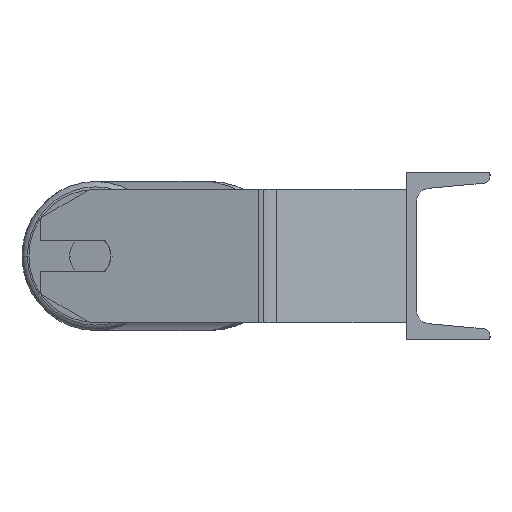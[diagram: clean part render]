
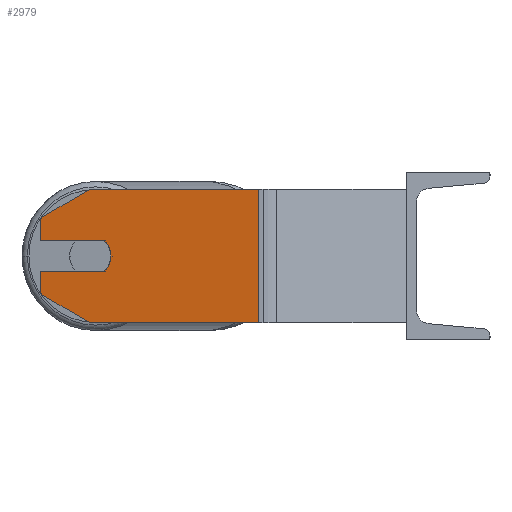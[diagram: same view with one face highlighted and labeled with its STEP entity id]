
A CAD part, left-side view. The second image highlights one B-rep face of the part: STEP entity #2979.
In plain terms, the highlighted planar face has unit normal (-0.985, 0.174, 0).
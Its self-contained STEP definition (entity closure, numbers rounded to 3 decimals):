
#43 = DIRECTION ( 'NONE',  ( -0.174, -0.985, 0. ) ) ;
#108 = CARTESIAN_POINT ( 'NONE',  ( -613.864, 188.653, -40. ) ) ;
#239 = AXIS2_PLACEMENT_3D ( 'NONE', #2325, #7264, #2416 ) ;
#398 = VECTOR ( 'NONE', #8552, 1000. ) ;
#433 = DIRECTION ( 'NONE',  ( 0., 0., -1. ) ) ;
#498 = CARTESIAN_POINT ( 'NONE',  ( -608.655, 218.198, 40. ) ) ;
#548 = ORIENTED_EDGE ( 'NONE', *, *, #7293, .T. ) ;
#601 = VECTOR ( 'NONE', #833, 1000. ) ;
#609 = CARTESIAN_POINT ( 'NONE',  ( -608.655, 218.198, 40. ) ) ;
#795 = ORIENTED_EDGE ( 'NONE', *, *, #6927, .T. ) ;
#833 = DIRECTION ( 'NONE',  ( 0.15, 0.853, -0.5 ) ) ;
#881 = LINE ( 'NONE', #7991, #601 ) ;
#955 = ORIENTED_EDGE ( 'NONE', *, *, #6981, .T. ) ;
#998 = AXIS2_PLACEMENT_3D ( 'NONE', #498, #3299, #1917 ) ;
#1547 = VERTEX_POINT ( 'NONE', #2865 ) ;
#1686 = ORIENTED_EDGE ( 'NONE', *, *, #4434, .F. ) ;
#1770 = EDGE_CURVE ( 'NONE', #6399, #8053, #6651, .T. ) ;
#1917 = DIRECTION ( 'NONE',  ( 0.174, 0.985, 0. ) ) ;
#1970 = EDGE_CURVE ( 'NONE', #2174, #6399, #2014, .T. ) ;
#2006 = VECTOR ( 'NONE', #43, 1000. ) ;
#2014 = CIRCLE ( 'NONE', #5085, 12.5 ) ;
#2174 = VERTEX_POINT ( 'NONE', #5428 ) ;
#2325 = CARTESIAN_POINT ( 'NONE',  ( -613.864, 188.653, 0. ) ) ;
#2416 = DIRECTION ( 'NONE',  ( -0.174, -0.985, 0. ) ) ;
#2515 = DIRECTION ( 'NONE',  ( -0.174, -0.985, 0. ) ) ;
#2689 = VERTEX_POINT ( 'NONE', #6433 ) ;
#2760 = VECTOR ( 'NONE', #6132, 1000. ) ;
#2852 = CARTESIAN_POINT ( 'NONE',  ( -608.655, 218.198, 9.5 ) ) ;
#2865 = CARTESIAN_POINT ( 'NONE',  ( -613.864, 188.653, -40. ) ) ;
#2978 = DIRECTION ( 'NONE',  ( -0.174, -0.985, 0. ) ) ;
#2979 = ADVANCED_FACE ( 'NONE', ( #6193 ), #8187, .F. ) ;
#3052 = CARTESIAN_POINT ( 'NONE',  ( -615.275, 180.653, 9.5 ) ) ;
#3068 = CARTESIAN_POINT ( 'NONE',  ( -608.655, 218.198, 9.5 ) ) ;
#3196 = VECTOR ( 'NONE', #4582, 1000. ) ;
#3299 = DIRECTION ( 'NONE',  ( 0.985, -0.174, 0. ) ) ;
#3312 = LINE ( 'NONE', #6119, #3467 ) ;
#3330 = CARTESIAN_POINT ( 'NONE',  ( -608.655, 218.198, -9.5 ) ) ;
#3422 = EDGE_CURVE ( 'NONE', #1547, #7496, #6783, .T. ) ;
#3467 = VECTOR ( 'NONE', #8944, 1000. ) ;
#3810 = DIRECTION ( 'NONE',  ( -0.985, 0.174, 0. ) ) ;
#3933 = CARTESIAN_POINT ( 'NONE',  ( -608.655, 218.198, -40. ) ) ;
#4099 = ORIENTED_EDGE ( 'NONE', *, *, #1770, .F. ) ;
#4362 = VERTEX_POINT ( 'NONE', #6154 ) ;
#4434 = EDGE_CURVE ( 'NONE', #7983, #5860, #4905, .T. ) ;
#4582 = DIRECTION ( 'NONE',  ( 0.174, 0.985, 0. ) ) ;
#4641 = ORIENTED_EDGE ( 'NONE', *, *, #3422, .T. ) ;
#4905 = LINE ( 'NONE', #7864, #6468 ) ;
#5085 = AXIS2_PLACEMENT_3D ( 'NONE', #5260, #3810, #2515 ) ;
#5166 = ORIENTED_EDGE ( 'NONE', *, *, #7349, .F. ) ;
#5260 = CARTESIAN_POINT ( 'NONE',  ( -613.864, 188.653, 0. ) ) ;
#5428 = CARTESIAN_POINT ( 'NONE',  ( -616.035, 176.343, 0. ) ) ;
#5615 = CARTESIAN_POINT ( 'NONE',  ( -608.655, 218.198, 40. ) ) ;
#5860 = VERTEX_POINT ( 'NONE', #7859 ) ;
#6020 = ORIENTED_EDGE ( 'NONE', *, *, #1970, .F. ) ;
#6048 = CARTESIAN_POINT ( 'NONE',  ( -631.582, 88.17, 40. ) ) ;
#6079 = CARTESIAN_POINT ( 'NONE',  ( -608.655, 218.198, -22.679 ) ) ;
#6119 = CARTESIAN_POINT ( 'NONE',  ( -608.655, 218.198, 40. ) ) ;
#6132 = DIRECTION ( 'NONE',  ( -0.174, -0.985, 0. ) ) ;
#6154 = CARTESIAN_POINT ( 'NONE',  ( -613.864, 188.653, 40. ) ) ;
#6193 = FACE_OUTER_BOUND ( 'NONE', #6366, .T. ) ;
#6366 = EDGE_LOOP ( 'NONE', ( #6683, #548, #4641, #8295, #6517, #955, #795, #4099, #6020, #5166, #1686 ) ) ;
#6399 = VERTEX_POINT ( 'NONE', #3052 ) ;
#6433 = CARTESIAN_POINT ( 'NONE',  ( -631.582, 88.17, 40. ) ) ;
#6468 = VECTOR ( 'NONE', #2978, 1000. ) ;
#6473 = LINE ( 'NONE', #108, #398 ) ;
#6498 = LINE ( 'NONE', #5615, #2006 ) ;
#6517 = ORIENTED_EDGE ( 'NONE', *, *, #8238, .F. ) ;
#6629 = CARTESIAN_POINT ( 'NONE',  ( -608.655, 218.198, 22.679 ) ) ;
#6651 = LINE ( 'NONE', #3068, #3196 ) ;
#6683 = ORIENTED_EDGE ( 'NONE', *, *, #7143, .T. ) ;
#6783 = LINE ( 'NONE', #3933, #2760 ) ;
#6927 = EDGE_CURVE ( 'NONE', #6993, #8053, #7095, .T. ) ;
#6981 = EDGE_CURVE ( 'NONE', #4362, #6993, #881, .T. ) ;
#6993 = VERTEX_POINT ( 'NONE', #6629 ) ;
#7095 = LINE ( 'NONE', #609, #7964 ) ;
#7143 = EDGE_CURVE ( 'NONE', #7983, #8569, #3312, .T. ) ;
#7264 = DIRECTION ( 'NONE',  ( -0.985, 0.174, 0. ) ) ;
#7293 = EDGE_CURVE ( 'NONE', #8569, #1547, #6473, .T. ) ;
#7349 = EDGE_CURVE ( 'NONE', #5860, #2174, #7892, .T. ) ;
#7453 = VECTOR ( 'NONE', #433, 1000. ) ;
#7496 = VERTEX_POINT ( 'NONE', #9058 ) ;
#7666 = EDGE_CURVE ( 'NONE', #2689, #7496, #7846, .T. ) ;
#7846 = LINE ( 'NONE', #6048, #7453 ) ;
#7859 = CARTESIAN_POINT ( 'NONE',  ( -615.275, 180.653, -9.5 ) ) ;
#7864 = CARTESIAN_POINT ( 'NONE',  ( -615.275, 180.653, -9.5 ) ) ;
#7892 = CIRCLE ( 'NONE', #239, 12.5 ) ;
#7964 = VECTOR ( 'NONE', #8481, 1000. ) ;
#7983 = VERTEX_POINT ( 'NONE', #3330 ) ;
#7991 = CARTESIAN_POINT ( 'NONE',  ( -608.655, 218.198, 22.679 ) ) ;
#8053 = VERTEX_POINT ( 'NONE', #2852 ) ;
#8187 = PLANE ( 'NONE',  #998 ) ;
#8238 = EDGE_CURVE ( 'NONE', #4362, #2689, #6498, .T. ) ;
#8295 = ORIENTED_EDGE ( 'NONE', *, *, #7666, .F. ) ;
#8481 = DIRECTION ( 'NONE',  ( 0., 0., -1. ) ) ;
#8552 = DIRECTION ( 'NONE',  ( -0.15, -0.853, -0.5 ) ) ;
#8569 = VERTEX_POINT ( 'NONE', #6079 ) ;
#8944 = DIRECTION ( 'NONE',  ( 0., 0., -1. ) ) ;
#9058 = CARTESIAN_POINT ( 'NONE',  ( -631.582, 88.17, -40. ) ) ;
